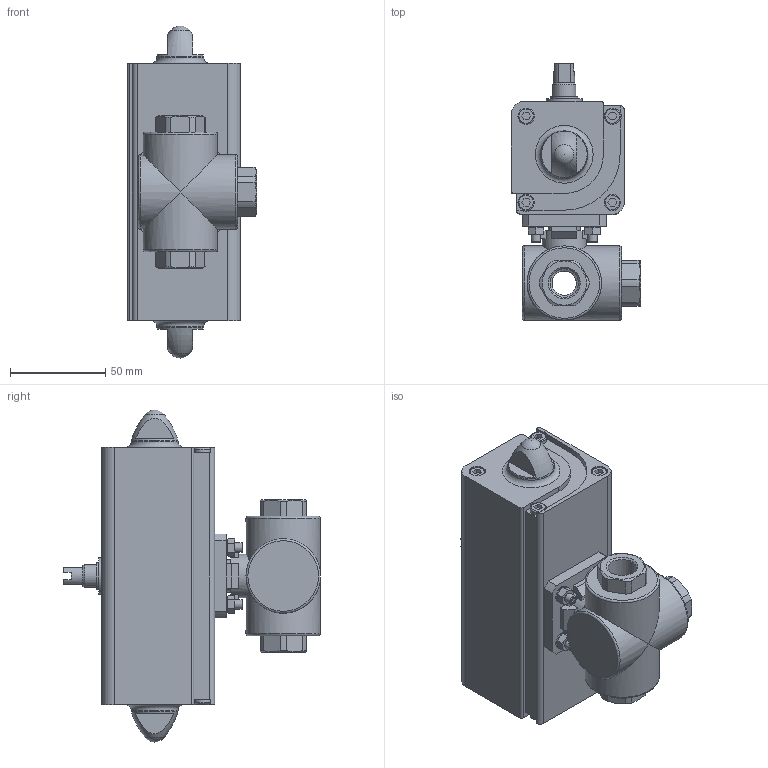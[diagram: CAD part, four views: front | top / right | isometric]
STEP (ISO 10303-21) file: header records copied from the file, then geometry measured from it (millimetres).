
FILE_DESCRIPTION(/* description */ ('STEP AP214'),/* implementation_level */ '2;1');
FILE_NAME(/* name */ '1914786_VZBA-3_8-GGG-63-32L-F0304-V4V4T-PP30-R-90-C',/* time_stamp */ '2024-09-18T00:38:44+02:00',/* author */ ('License CC BY-ND 4.0'),/* organization */ ('CADENAS'),/* preprocessor_version */ 'ST-DEVELOPER v19.3',/* originating_system */ 'PARTsolutions',/* authorisation */ ' ');
FILE_SCHEMA (('AUTOMOTIVE_DESIGN {1 0 10303 214 3 1 1}'));
Length unit declared in the file: millimetre
Products named in the file (8): 1914786 VZBA-3/8"-GGG-63-32L-F0304-V4V4T-PP30-R-90-C; 1692211 VZBA-3/8"-GGG-63-32L-F0304-V4V4T; 8082117 DARQ-R-A-S11-S9-11; 533476 DAPS-0030-090-R-F04---(1); 533476 DAPS-0030-090-R-F04---(2); 690066 S 5 A2; DIN 934 - M5(F); DIN-913 - M5x25
Assembly tree (16 placements, depth 2):
  1914786 VZBA-3/8"-GGG-63-32L-F0304-V4V4T-PP30-R-90-C
    1692211 VZBA-3/8"-GGG-63-32L-F0304-V4V4T
    8082117 DARQ-R-A-S11-S9-11
    533476 DAPS-0030-090-R-F04---(1)
    533476 DAPS-0030-090-R-F04---(2)
    690066 S 5 A2  x4
    DIN 934 - M5(F)  x4
    DIN-913 - M5x25  x4
Bounding box: 67.7 x 134.6 x 174 mm (x, y, z)
Volume: 575657.3 mm3; surface area: 81628.3 mm2
Topology: 16 solids, 16 shells, 548 faces, 1361 edges, 862 vertices
Faces by surface type: plane 294, cylinder 133, cone 101, torus 18, sphere 2
Full cylindrical faces by diameter (mm): 4.134 x16, 4.917 x1, 5 x4, 5.3 x4, 8.5 x8, 8.566 x2, 9 x4, 12 x1, 12.7 x2, 14.1 x1, 14.95 x3, 17 x1, 19 x2, 22 x2, 23 x1, 27 x1, 39 x4
Entity records: 13064 total; most frequent: CARTESIAN_POINT 2433, DIRECTION 2190, ORIENTED_EDGE 1982, EDGE_CURVE 991, AXIS2_PLACEMENT_3D 799, VERTEX_POINT 713, FACE_BOUND 622, EDGE_LOOP 607
